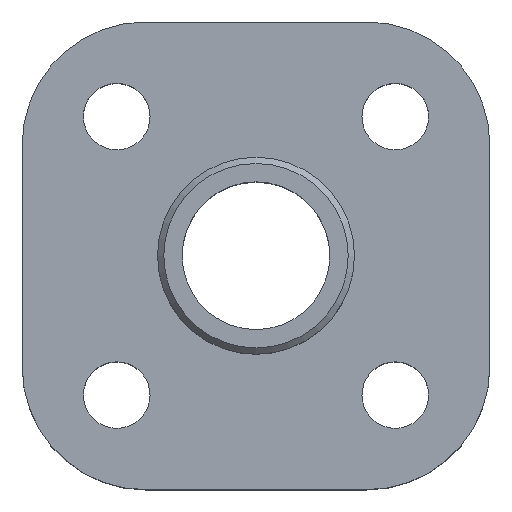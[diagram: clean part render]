
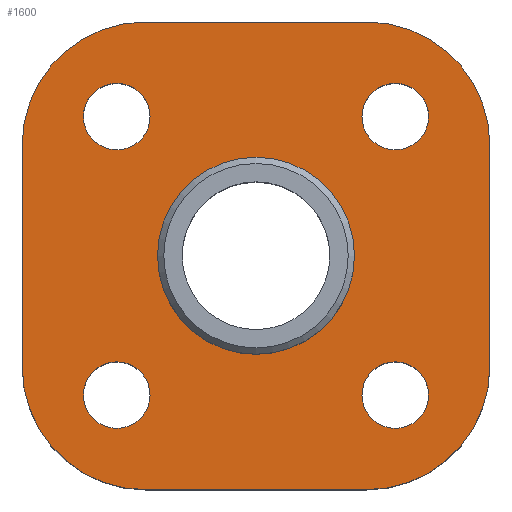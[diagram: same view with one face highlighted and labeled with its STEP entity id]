
A CAD part, top view. The second image highlights one B-rep face of the part: STEP entity #1600.
In plain terms, the highlighted planar face has unit normal (0, 0, 1).
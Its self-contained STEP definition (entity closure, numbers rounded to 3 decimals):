
#29 = DIRECTION ( 'NONE',  ( 1., 0., 0. ) ) ;
#36 = CARTESIAN_POINT ( 'NONE',  ( -4.5, 9.5, 7. ) ) ;
#43 = AXIS2_PLACEMENT_3D ( 'NONE', #2352, #356, #1225 ) ;
#51 = VECTOR ( 'NONE', #2379, 1000. ) ;
#70 = DIRECTION ( 'NONE',  ( 0., 0., 1. ) ) ;
#103 = FACE_BOUND ( 'NONE', #1647, .T. ) ;
#137 = VERTEX_POINT ( 'NONE', #2263 ) ;
#146 = CIRCLE ( 'NONE', #148, 4. ) ;
#148 = AXIS2_PLACEMENT_3D ( 'NONE', #487, #1363, #2262 ) ;
#211 = EDGE_CURVE ( 'NONE', #2724, #2724, #1057, .T. ) ;
#234 = AXIS2_PLACEMENT_3D ( 'NONE', #845, #1735, #2643 ) ;
#271 = CARTESIAN_POINT ( 'NONE',  ( -4.304, -5.657, 7. ) ) ;
#277 = CARTESIAN_POINT ( 'NONE',  ( -9.5, -9.5, 7. ) ) ;
#341 = CIRCLE ( 'NONE', #234, 5. ) ;
#356 = DIRECTION ( 'NONE',  ( 0., 0., 1. ) ) ;
#420 = CIRCLE ( 'NONE', #613, 1.353 ) ;
#433 = ORIENTED_EDGE ( 'NONE', *, *, #1642, .F. ) ;
#458 = CARTESIAN_POINT ( 'NONE',  ( -9.5, -4.5, 7. ) ) ;
#482 = VERTEX_POINT ( 'NONE', #2513 ) ;
#487 = CARTESIAN_POINT ( 'NONE',  ( 0., 0., 7. ) ) ;
#500 = DIRECTION ( 'NONE',  ( 1., 0., 0. ) ) ;
#507 = CARTESIAN_POINT ( 'NONE',  ( 7.009, 5.657, 7. ) ) ;
#515 = EDGE_CURVE ( 'NONE', #1214, #2847, #1041, .T. ) ;
#535 = ORIENTED_EDGE ( 'NONE', *, *, #919, .T. ) ;
#562 = DIRECTION ( 'NONE',  ( 0., 0., 1. ) ) ;
#599 = LINE ( 'NONE', #1482, #51 ) ;
#613 = AXIS2_PLACEMENT_3D ( 'NONE', #1815, #2734, #714 ) ;
#615 = CARTESIAN_POINT ( 'NONE',  ( 4.5, 4.5, 7. ) ) ;
#620 = AXIS2_PLACEMENT_3D ( 'NONE', #1129, #2028, #29 ) ;
#700 = DIRECTION ( 'NONE',  ( 1., 0., 0. ) ) ;
#708 = CARTESIAN_POINT ( 'NONE',  ( 7.009, -5.657, 7. ) ) ;
#711 = ORIENTED_EDGE ( 'NONE', *, *, #947, .T. ) ;
#714 = DIRECTION ( 'NONE',  ( 1., 0., 0. ) ) ;
#732 = ORIENTED_EDGE ( 'NONE', *, *, #1546, .T. ) ;
#737 = CARTESIAN_POINT ( 'NONE',  ( 4., 0., 7. ) ) ;
#759 = CARTESIAN_POINT ( 'NONE',  ( -9.5, 9.5, 7. ) ) ;
#770 = FACE_OUTER_BOUND ( 'NONE', #1315, .T. ) ;
#791 = CIRCLE ( 'NONE', #620, 5. ) ;
#812 = EDGE_LOOP ( 'NONE', ( #1180 ) ) ;
#845 = CARTESIAN_POINT ( 'NONE',  ( 4.5, -4.5, 7. ) ) ;
#850 = VERTEX_POINT ( 'NONE', #36 ) ;
#856 = CARTESIAN_POINT ( 'NONE',  ( -4.5, -9.5, 7. ) ) ;
#891 = EDGE_CURVE ( 'NONE', #2268, #2268, #420, .T. ) ;
#919 = EDGE_CURVE ( 'NONE', #850, #1214, #2435, .T. ) ;
#945 = DIRECTION ( 'NONE',  ( 1., 0., 0. ) ) ;
#947 = EDGE_CURVE ( 'NONE', #1388, #482, #2275, .T. ) ;
#975 = FACE_BOUND ( 'NONE', #2545, .T. ) ;
#987 = ORIENTED_EDGE ( 'NONE', *, *, #2150, .F. ) ;
#1030 = EDGE_CURVE ( 'NONE', #1145, #1145, #1911, .T. ) ;
#1041 = LINE ( 'NONE', #1950, #2387 ) ;
#1048 = AXIS2_PLACEMENT_3D ( 'NONE', #1802, #2717, #700 ) ;
#1057 = CIRCLE ( 'NONE', #1048, 1.353 ) ;
#1072 = VERTEX_POINT ( 'NONE', #1183 ) ;
#1082 = VERTEX_POINT ( 'NONE', #2084 ) ;
#1129 = CARTESIAN_POINT ( 'NONE',  ( -4.5, -4.5, 7. ) ) ;
#1145 = VERTEX_POINT ( 'NONE', #2042 ) ;
#1151 = DIRECTION ( 'NONE',  ( 1., 0., 0. ) ) ;
#1180 = ORIENTED_EDGE ( 'NONE', *, *, #1030, .F. ) ;
#1183 = CARTESIAN_POINT ( 'NONE',  ( 9.5, -4.5, 7. ) ) ;
#1214 = VERTEX_POINT ( 'NONE', #2473 ) ;
#1225 = DIRECTION ( 'NONE',  ( 1., 0., 0. ) ) ;
#1242 = AXIS2_PLACEMENT_3D ( 'NONE', #615, #1495, #2395 ) ;
#1247 = AXIS2_PLACEMENT_3D ( 'NONE', #2565, #562, #1442 ) ;
#1280 = ORIENTED_EDGE ( 'NONE', *, *, #2908, .T. ) ;
#1288 = CIRCLE ( 'NONE', #43, 1.353 ) ;
#1315 = EDGE_LOOP ( 'NONE', ( #1812, #2375, #732, #535, #1941, #1280, #711, #2767 ) ) ;
#1317 = EDGE_CURVE ( 'NONE', #482, #1072, #341, .T. ) ;
#1359 = EDGE_LOOP ( 'NONE', ( #1617 ) ) ;
#1363 = DIRECTION ( 'NONE',  ( 0., 0., 1. ) ) ;
#1364 = EDGE_LOOP ( 'NONE', ( #987 ) ) ;
#1388 = VERTEX_POINT ( 'NONE', #856 ) ;
#1396 = CIRCLE ( 'NONE', #1242, 5. ) ;
#1442 = DIRECTION ( 'NONE',  ( 1., 0., 0. ) ) ;
#1472 = ORIENTED_EDGE ( 'NONE', *, *, #211, .F. ) ;
#1482 = CARTESIAN_POINT ( 'NONE',  ( 9.5, 9.5, 7. ) ) ;
#1488 = AXIS2_PLACEMENT_3D ( 'NONE', #1605, #2504, #500 ) ;
#1495 = DIRECTION ( 'NONE',  ( 0., 0., 1. ) ) ;
#1546 = EDGE_CURVE ( 'NONE', #137, #850, #2086, .T. ) ;
#1588 = AXIS2_PLACEMENT_3D ( 'NONE', #2072, #70, #945 ) ;
#1600 = ADVANCED_FACE ( 'NONE', ( #2098, #103, #975, #1878, #2797, #770 ), #1665, .T. ) ;
#1605 = CARTESIAN_POINT ( 'NONE',  ( -4.5, 4.5, 7. ) ) ;
#1617 = ORIENTED_EDGE ( 'NONE', *, *, #891, .F. ) ;
#1642 = EDGE_CURVE ( 'NONE', #2512, #2512, #1288, .T. ) ;
#1647 = EDGE_LOOP ( 'NONE', ( #433 ) ) ;
#1652 = DIRECTION ( 'NONE',  ( -1., 0., 0. ) ) ;
#1665 = PLANE ( 'NONE',  #1247 ) ;
#1735 = DIRECTION ( 'NONE',  ( 0., 0., 1. ) ) ;
#1771 = EDGE_CURVE ( 'NONE', #1072, #1082, #599, .T. ) ;
#1802 = CARTESIAN_POINT ( 'NONE',  ( 5.657, -5.657, 7. ) ) ;
#1812 = ORIENTED_EDGE ( 'NONE', *, *, #1771, .T. ) ;
#1815 = CARTESIAN_POINT ( 'NONE',  ( -5.657, -5.657, 7. ) ) ;
#1845 = EDGE_CURVE ( 'NONE', #1082, #137, #1396, .T. ) ;
#1878 = FACE_BOUND ( 'NONE', #1359, .T. ) ;
#1911 = CIRCLE ( 'NONE', #1588, 1.353 ) ;
#1941 = ORIENTED_EDGE ( 'NONE', *, *, #515, .T. ) ;
#1950 = CARTESIAN_POINT ( 'NONE',  ( -9.5, 9.5, 7. ) ) ;
#1956 = VECTOR ( 'NONE', #1151, 1000. ) ;
#2028 = DIRECTION ( 'NONE',  ( 0., 0., 1. ) ) ;
#2042 = CARTESIAN_POINT ( 'NONE',  ( -4.304, 5.657, 7. ) ) ;
#2072 = CARTESIAN_POINT ( 'NONE',  ( -5.657, 5.657, 7. ) ) ;
#2084 = CARTESIAN_POINT ( 'NONE',  ( 9.5, 4.5, 7. ) ) ;
#2086 = LINE ( 'NONE', #759, #2427 ) ;
#2098 = FACE_BOUND ( 'NONE', #1364, .T. ) ;
#2150 = EDGE_CURVE ( 'NONE', #2759, #2759, #146, .T. ) ;
#2262 = DIRECTION ( 'NONE',  ( 1., 0., 0. ) ) ;
#2263 = CARTESIAN_POINT ( 'NONE',  ( 4.5, 9.5, 7. ) ) ;
#2268 = VERTEX_POINT ( 'NONE', #271 ) ;
#2275 = LINE ( 'NONE', #277, #1956 ) ;
#2352 = CARTESIAN_POINT ( 'NONE',  ( 5.657, 5.657, 7. ) ) ;
#2375 = ORIENTED_EDGE ( 'NONE', *, *, #1845, .T. ) ;
#2379 = DIRECTION ( 'NONE',  ( 0., 1., 0. ) ) ;
#2387 = VECTOR ( 'NONE', #2873, 1000. ) ;
#2395 = DIRECTION ( 'NONE',  ( 1., 0., 0. ) ) ;
#2427 = VECTOR ( 'NONE', #1652, 1000. ) ;
#2435 = CIRCLE ( 'NONE', #1488, 5. ) ;
#2473 = CARTESIAN_POINT ( 'NONE',  ( -9.5, 4.5, 7. ) ) ;
#2504 = DIRECTION ( 'NONE',  ( 0., 0., 1. ) ) ;
#2512 = VERTEX_POINT ( 'NONE', #507 ) ;
#2513 = CARTESIAN_POINT ( 'NONE',  ( 4.5, -9.5, 7. ) ) ;
#2545 = EDGE_LOOP ( 'NONE', ( #1472 ) ) ;
#2565 = CARTESIAN_POINT ( 'NONE',  ( 0., 0., 7. ) ) ;
#2643 = DIRECTION ( 'NONE',  ( 1., 0., 0. ) ) ;
#2717 = DIRECTION ( 'NONE',  ( 0., 0., 1. ) ) ;
#2724 = VERTEX_POINT ( 'NONE', #708 ) ;
#2734 = DIRECTION ( 'NONE',  ( 0., 0., 1. ) ) ;
#2759 = VERTEX_POINT ( 'NONE', #737 ) ;
#2767 = ORIENTED_EDGE ( 'NONE', *, *, #1317, .T. ) ;
#2797 = FACE_BOUND ( 'NONE', #812, .T. ) ;
#2847 = VERTEX_POINT ( 'NONE', #458 ) ;
#2873 = DIRECTION ( 'NONE',  ( 0., -1., 0. ) ) ;
#2908 = EDGE_CURVE ( 'NONE', #2847, #1388, #791, .T. ) ;
